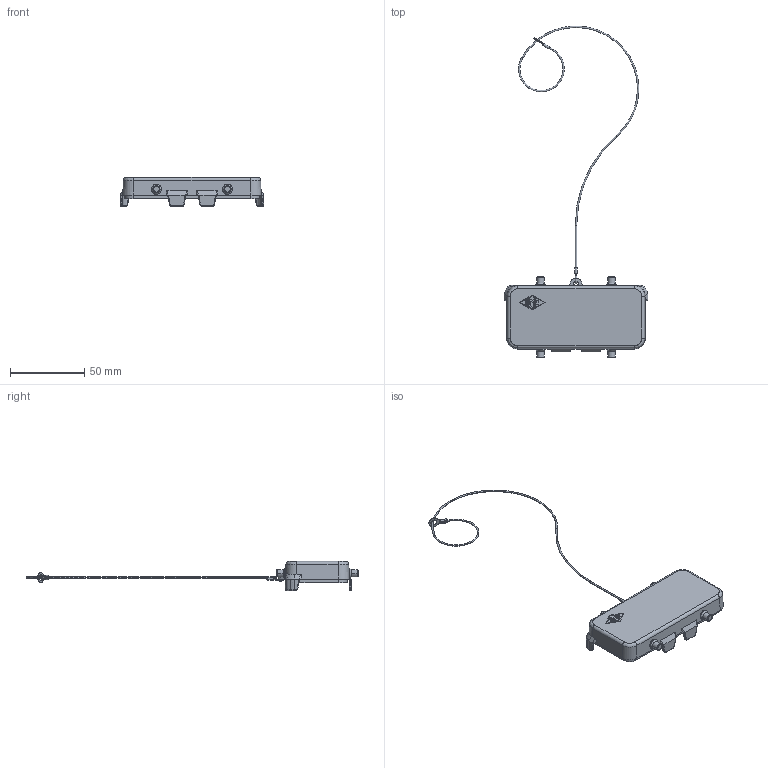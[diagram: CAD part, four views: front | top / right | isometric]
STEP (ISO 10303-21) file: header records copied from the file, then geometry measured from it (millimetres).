
FILE_DESCRIPTION(('Creo Elements/Direct Modeling STEP Export'),'2;1');
FILE_NAME('0ln7uvk5bgn1hfu3732','2021-07-01T14:06:11',(''),(''),'Creo Elements/Direct Modeling STEP processor for AP214 (Solid Model)','Creo Elements/Direct Modeling 20.1B 02-Apr-2019 (C) Parametric Technology GmbH','');
FILE_SCHEMA(('AUTOMOTIVE_DESIGN { 1 0 10303 214 1 1 1 1 }'));
Length unit declared in the file: millimetre
Products named in the file (2): CHC_16_S
Assembly tree (1 placements, depth 2):
  CHC_16_S
    CHC_16_S
Bounding box: 96.9 x 224.27 x 19.7 mm (x, y, z)
Volume: 21581.7 mm3; surface area: 16520.1 mm2
Topology: 1 solids, 1 shells, 248 faces, 642 edges, 413 vertices
Faces by surface type: cylinder 95, plane 75, bspline 38, torus 22, cone 18
Entity records: 12078 total; most frequent: CARTESIAN_POINT 4700, ORIENTED_EDGE 1284, DIRECTION 1049, EDGE_CURVE 642, VERTEX_POINT 413, AXIS2_PLACEMENT_3D 384, VECTOR 281, LINE 281
